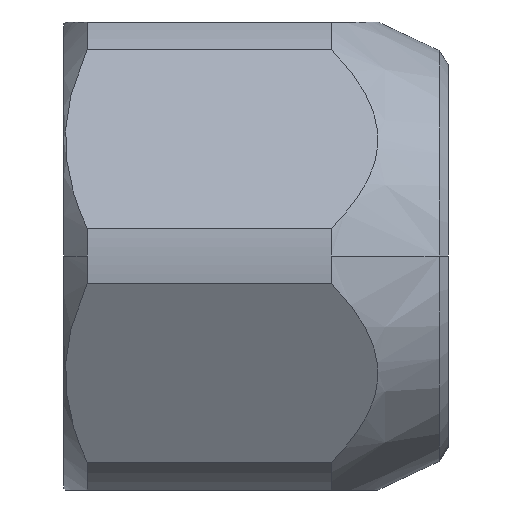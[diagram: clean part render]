
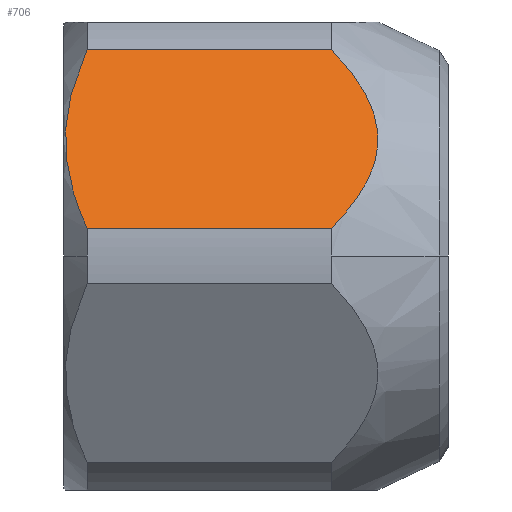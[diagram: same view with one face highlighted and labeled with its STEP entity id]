
A CAD part, front view. The second image highlights one B-rep face of the part: STEP entity #706.
In plain terms, the highlighted planar face has unit normal (0, -0.866, 0.5).
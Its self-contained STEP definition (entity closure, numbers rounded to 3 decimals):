
#45=CARTESIAN_POINT('',(-3.5,-4.519,6.172));
#46=CARTESIAN_POINT('',(-3.202,-4.692,5.874));
#47=CARTESIAN_POINT('',(-2.693,-5.032,5.284));
#48=CARTESIAN_POINT('',(-2.209,-5.557,4.376));
#49=CARTESIAN_POINT('',(-2.056,-6.06,3.504));
#50=CARTESIAN_POINT('',(-2.205,-6.562,2.634));
#51=CARTESIAN_POINT('',(-2.69,-7.089,1.721));
#52=CARTESIAN_POINT('',(-3.2,-7.432,1.128));
#53=CARTESIAN_POINT('',(-3.5,-7.605,0.828));
#65=DIRECTION('',(1.,0.,0.));
#66=VECTOR('',#65,7.3);
#67=CARTESIAN_POINT('',(-10.8,-4.519,6.172));
#68=LINE('',#67,#66);
#82=DIRECTION('',(1.,0.,0.));
#83=VECTOR('',#82,7.3);
#84=CARTESIAN_POINT('',(-10.8,-7.605,0.828));
#85=LINE('',#84,#83);
#179=CARTESIAN_POINT('',(-10.8,-4.519,6.172));
#180=CARTESIAN_POINT('',(-11.017,-4.788,5.707));
#181=CARTESIAN_POINT('',(-11.345,-5.316,4.793));
#182=CARTESIAN_POINT('',(-11.502,-6.063,3.498));
#183=CARTESIAN_POINT('',(-11.345,-6.81,2.205));
#184=CARTESIAN_POINT('',(-11.017,-7.337,1.293));
#185=CARTESIAN_POINT('',(-10.8,-7.605,0.828));
#436=CARTESIAN_POINT('',(-10.8,-4.519,6.172));
#437=CARTESIAN_POINT('',(-3.5,-4.519,6.172));
#438=VERTEX_POINT('',#436);
#439=VERTEX_POINT('',#437);
#440=CARTESIAN_POINT('',(-10.8,-7.605,0.828));
#441=CARTESIAN_POINT('',(-3.5,-7.605,0.828));
#442=VERTEX_POINT('',#440);
#443=VERTEX_POINT('',#441);
#694=CARTESIAN_POINT('',(0.,-7.605,0.828));
#695=DIRECTION('',(0.,0.866,-0.5));
#696=DIRECTION('',(0.,0.5,0.866));
#697=AXIS2_PLACEMENT_3D('',#694,#695,#696);
#698=PLANE('',#697);
#699=ORIENTED_EDGE('',*,*,#570,.T.);
#700=ORIENTED_EDGE('',*,*,#622,.F.);
#702=ORIENTED_EDGE('',*,*,#701,.F.);
#703=ORIENTED_EDGE('',*,*,#601,.T.);
#704=EDGE_LOOP('',(#699,#700,#702,#703));
#705=FACE_OUTER_BOUND('',#704,.F.);
#706=ADVANCED_FACE('',(#705),#698,.F.);
#54=B_SPLINE_CURVE_WITH_KNOTS('',3,(#45,#46,#47,#48,#49,#50,#51,#52,#53),
.UNSPECIFIED.,.F.,.F.,(4,1,1,1,1,1,4),(0.,0.167,0.333,
0.5,0.667,0.833,1.),.UNSPECIFIED.);
#186=B_SPLINE_CURVE_WITH_KNOTS('',3,(#179,#180,#181,#182,#183,#184,#185),
.UNSPECIFIED.,.F.,.F.,(4,1,1,1,4),(0.,0.25,0.5,0.75,1.),
.UNSPECIFIED.);
#570=EDGE_CURVE('',#439,#443,#54,.T.);
#601=EDGE_CURVE('',#438,#439,#68,.T.);
#622=EDGE_CURVE('',#442,#443,#85,.T.);
#701=EDGE_CURVE('',#438,#442,#186,.T.);
